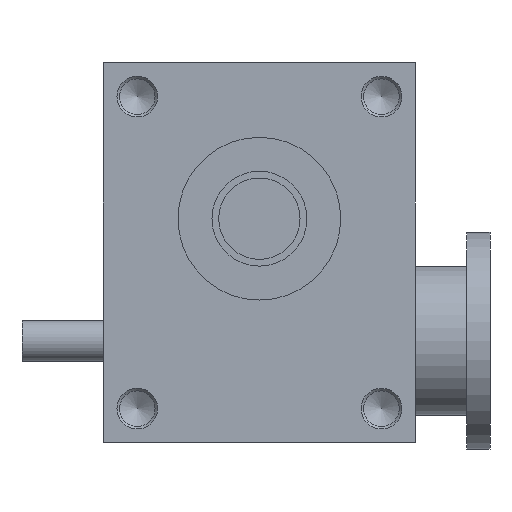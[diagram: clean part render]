
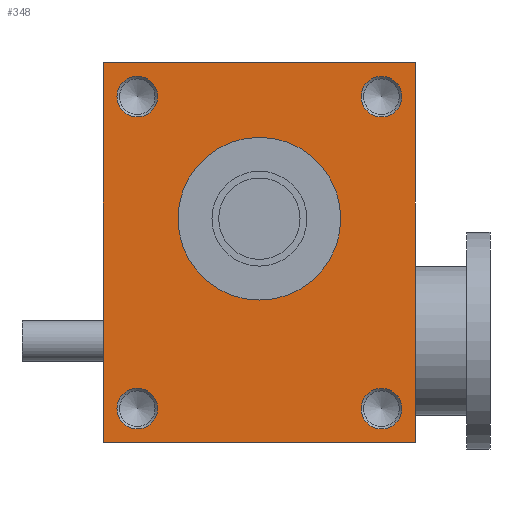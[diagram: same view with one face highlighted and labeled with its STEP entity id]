
A CAD part, front view. The second image highlights one B-rep face of the part: STEP entity #348.
In plain terms, the highlighted planar face has unit normal (0, -1, 0).
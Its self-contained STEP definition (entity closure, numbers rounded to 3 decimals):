
#348 = ADVANCED_FACE( '', ( #826, #827, #828, #829, #830, #831 ), #832, .F. );
#826 = FACE_BOUND( '', #1585, .T. );
#827 = FACE_BOUND( '', #1586, .T. );
#828 = FACE_BOUND( '', #1587, .T. );
#829 = FACE_BOUND( '', #1588, .T. );
#830 = FACE_BOUND( '', #1589, .T. );
#831 = FACE_OUTER_BOUND( '', #1590, .T. );
#832 = PLANE( '', #1591 );
#1585 = EDGE_LOOP( '', ( #2365 ) );
#1586 = EDGE_LOOP( '', ( #2366 ) );
#1587 = EDGE_LOOP( '', ( #2367 ) );
#1588 = EDGE_LOOP( '', ( #2368 ) );
#1589 = EDGE_LOOP( '', ( #2369 ) );
#1590 = EDGE_LOOP( '', ( #2370, #2371, #2372, #2373 ) );
#1591 = AXIS2_PLACEMENT_3D( '', #2374, #2375, #2376 );
#2365 = ORIENTED_EDGE( '', *, *, #4026, .F. );
#2366 = ORIENTED_EDGE( '', *, *, #4027, .F. );
#2367 = ORIENTED_EDGE( '', *, *, #4028, .F. );
#2368 = ORIENTED_EDGE( '', *, *, #4029, .F. );
#2369 = ORIENTED_EDGE( '', *, *, #4030, .T. );
#2370 = ORIENTED_EDGE( '', *, *, #4031, .T. );
#2371 = ORIENTED_EDGE( '', *, *, #4032, .F. );
#2372 = ORIENTED_EDGE( '', *, *, #4033, .F. );
#2373 = ORIENTED_EDGE( '', *, *, #4034, .T. );
#2374 = CARTESIAN_POINT( '', ( -115., -88., 140. ) );
#2375 = DIRECTION( '', ( 0., 1., 0. ) );
#2376 = DIRECTION( '', ( 0., 0., 1. ) );
#4026 = EDGE_CURVE( '', #4696, #4696, #4697, .T. );
#4027 = EDGE_CURVE( '', #4698, #4698, #4699, .T. );
#4028 = EDGE_CURVE( '', #4700, #4700, #4701, .T. );
#4029 = EDGE_CURVE( '', #4702, #4702, #4703, .T. );
#4030 = EDGE_CURVE( '', #4704, #4704, #4705, .T. );
#4031 = EDGE_CURVE( '', #4706, #4707, #4708, .T. );
#4032 = EDGE_CURVE( '', #4709, #4707, #4710, .T. );
#4033 = EDGE_CURVE( '', #4711, #4709, #4712, .T. );
#4034 = EDGE_CURVE( '', #4711, #4706, #4713, .T. );
#4696 = VERTEX_POINT( '', #5657 );
#4697 = CIRCLE( '', #5658, 15. );
#4698 = VERTEX_POINT( '', #5659 );
#4699 = CIRCLE( '', #5660, 15. );
#4700 = VERTEX_POINT( '', #5661 );
#4701 = CIRCLE( '', #5662, 15. );
#4702 = VERTEX_POINT( '', #5663 );
#4703 = CIRCLE( '', #5664, 15. );
#4704 = VERTEX_POINT( '', #5665 );
#4705 = CIRCLE( '', #5666, 60. );
#4706 = VERTEX_POINT( '', #5667 );
#4707 = VERTEX_POINT( '', #5668 );
#4708 = LINE( '', #5669, #5670 );
#4709 = VERTEX_POINT( '', #5671 );
#4710 = LINE( '', #5672, #5673 );
#4711 = VERTEX_POINT( '', #5674 );
#4712 = LINE( '', #5675, #5676 );
#4713 = LINE( '', #5677, #5678 );
#5657 = CARTESIAN_POINT( '', ( -90., -88., -130. ) );
#5658 = AXIS2_PLACEMENT_3D( '', #6877, #6878, #6879 );
#5659 = CARTESIAN_POINT( '', ( -90., -88., 100. ) );
#5660 = AXIS2_PLACEMENT_3D( '', #6880, #6881, #6882 );
#5661 = CARTESIAN_POINT( '', ( 90., -88., 100. ) );
#5662 = AXIS2_PLACEMENT_3D( '', #6883, #6884, #6885 );
#5663 = CARTESIAN_POINT( '', ( 90., -88., -130. ) );
#5664 = AXIS2_PLACEMENT_3D( '', #6886, #6887, #6888 );
#5665 = CARTESIAN_POINT( '', ( 60., -88., 25. ) );
#5666 = AXIS2_PLACEMENT_3D( '', #6889, #6890, #6891 );
#5667 = CARTESIAN_POINT( '', ( -115., -88., -140. ) );
#5668 = CARTESIAN_POINT( '', ( 115., -88., -140. ) );
#5669 = CARTESIAN_POINT( '', ( -115., -88., -140. ) );
#5670 = VECTOR( '', #6892, 1000. );
#5671 = CARTESIAN_POINT( '', ( 115., -88., 140. ) );
#5672 = CARTESIAN_POINT( '', ( 115., -88., 140. ) );
#5673 = VECTOR( '', #6893, 1000. );
#5674 = CARTESIAN_POINT( '', ( -115., -88., 140. ) );
#5675 = CARTESIAN_POINT( '', ( -115., -88., 140. ) );
#5676 = VECTOR( '', #6894, 1000. );
#5677 = CARTESIAN_POINT( '', ( -115., -88., 140. ) );
#5678 = VECTOR( '', #6895, 1000. );
#6877 = CARTESIAN_POINT( '', ( -90., -88., -115. ) );
#6878 = DIRECTION( '', ( 0., -1., 0. ) );
#6879 = DIRECTION( '', ( 0., 0., -1. ) );
#6880 = CARTESIAN_POINT( '', ( -90., -88., 115. ) );
#6881 = DIRECTION( '', ( 0., -1., 0. ) );
#6882 = DIRECTION( '', ( 0., 0., -1. ) );
#6883 = CARTESIAN_POINT( '', ( 90., -88., 115. ) );
#6884 = DIRECTION( '', ( 0., -1., 0. ) );
#6885 = DIRECTION( '', ( 0., 0., -1. ) );
#6886 = CARTESIAN_POINT( '', ( 90., -88., -115. ) );
#6887 = DIRECTION( '', ( 0., -1., 0. ) );
#6888 = DIRECTION( '', ( 0., 0., -1. ) );
#6889 = CARTESIAN_POINT( '', ( 0., -88., 25. ) );
#6890 = DIRECTION( '', ( 0., 1., 0. ) );
#6891 = DIRECTION( '', ( 1., 0., 0. ) );
#6892 = DIRECTION( '', ( 1., 0., 0. ) );
#6893 = DIRECTION( '', ( 0., 0., -1. ) );
#6894 = DIRECTION( '', ( 1., 0., 0. ) );
#6895 = DIRECTION( '', ( 0., 0., -1. ) );
